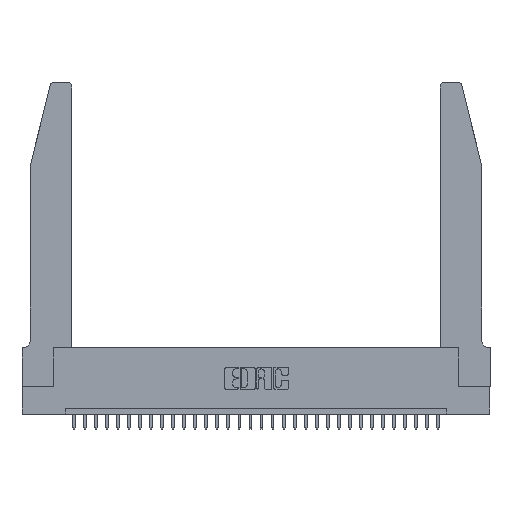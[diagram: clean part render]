
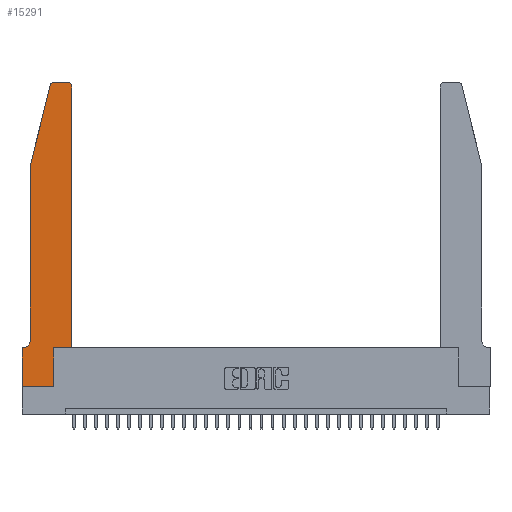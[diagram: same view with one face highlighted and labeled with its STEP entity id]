
A CAD part, top view. The second image highlights one B-rep face of the part: STEP entity #15291.
In plain terms, the highlighted planar face has unit normal (0, 0, 1).
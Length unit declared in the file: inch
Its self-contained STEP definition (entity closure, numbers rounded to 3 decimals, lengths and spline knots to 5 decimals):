
#23 = DIRECTION ( 'NONE',  ( 0., 1., 0. ) ) ;
#307 = ORIENTED_EDGE ( 'NONE', *, *, #17002, .T. ) ;
#370 = CARTESIAN_POINT ( 'NONE',  ( 0.284, 2.72, 0.37 ) ) ;
#408 = CARTESIAN_POINT ( 'NONE',  ( 0., 0., 0.37 ) ) ;
#410 = CARTESIAN_POINT ( 'NONE',  ( 0.4505, 0.35, 0.37 ) ) ;
#985 = DIRECTION ( 'NONE',  ( 0., -1., 0. ) ) ;
#1237 = VERTEX_POINT ( 'NONE', #26318 ) ;
#1740 = DIRECTION ( 'NONE',  ( 0., -1., 0. ) ) ;
#2169 = CARTESIAN_POINT ( 'NONE',  ( 0.4205, 2.75, 0.37 ) ) ;
#3442 = AXIS2_PLACEMENT_3D ( 'NONE', #370, #30263, #3501 ) ;
#3501 = DIRECTION ( 'NONE',  ( 1., 0., 0. ) ) ;
#3515 = VERTEX_POINT ( 'NONE', #13955 ) ;
#4037 = CARTESIAN_POINT ( 'NONE',  ( 0.0055, 0.42, 0.37 ) ) ;
#4492 = LINE ( 'NONE', #26653, #7859 ) ;
#5315 = ORIENTED_EDGE ( 'NONE', *, *, #28884, .T. ) ;
#5709 = CIRCLE ( 'NONE', #11164, 0.03 ) ;
#5892 = DIRECTION ( 'NONE',  ( -0.239, -0.971, 0. ) ) ;
#6230 = DIRECTION ( 'NONE',  ( 1., 0., 0. ) ) ;
#6326 = VERTEX_POINT ( 'NONE', #28535 ) ;
#6571 = EDGE_CURVE ( 'NONE', #19876, #10408, #12267, .T. ) ;
#6877 = LINE ( 'NONE', #410, #18250 ) ;
#7135 = EDGE_CURVE ( 'NONE', #10408, #1237, #8420, .T. ) ;
#7339 = CARTESIAN_POINT ( 'NONE',  ( 0., 0.35, 0.37 ) ) ;
#7765 = VERTEX_POINT ( 'NONE', #2169 ) ;
#7859 = VECTOR ( 'NONE', #23, 39.37008 ) ;
#7873 = VERTEX_POINT ( 'NONE', #16252 ) ;
#8076 = CARTESIAN_POINT ( 'NONE',  ( 0., 0.35, 0.37 ) ) ;
#8290 = ORIENTED_EDGE ( 'NONE', *, *, #18883, .T. ) ;
#8420 = LINE ( 'NONE', #17739, #19069 ) ;
#8455 = VECTOR ( 'NONE', #17802, 39.37008 ) ;
#8674 = DIRECTION ( 'NONE',  ( 0., 0., 1. ) ) ;
#8781 = DIRECTION ( 'NONE',  ( 0., 0., -1. ) ) ;
#8793 = CARTESIAN_POINT ( 'NONE',  ( 0.0755, 2., 0.37 ) ) ;
#8891 = DIRECTION ( 'NONE',  ( -1., 0., 0. ) ) ;
#9064 = LINE ( 'NONE', #408, #27649 ) ;
#10392 = DIRECTION ( 'NONE',  ( -1., 0., 0. ) ) ;
#10408 = VERTEX_POINT ( 'NONE', #8793 ) ;
#10488 = ORIENTED_EDGE ( 'NONE', *, *, #7135, .T. ) ;
#10624 = VECTOR ( 'NONE', #1740, 39.37008 ) ;
#11164 = AXIS2_PLACEMENT_3D ( 'NONE', #20667, #8674, #6230 ) ;
#12161 = CARTESIAN_POINT ( 'NONE',  ( 0.2865, 0.35, 0.37 ) ) ;
#12267 = LINE ( 'NONE', #18096, #30885 ) ;
#13228 = DIRECTION ( 'NONE',  ( 0., 1., 0. ) ) ;
#13955 = CARTESIAN_POINT ( 'NONE',  ( 0.4505, 2.72, 0.37 ) ) ;
#14494 = LINE ( 'NONE', #17486, #8455 ) ;
#14555 = ORIENTED_EDGE ( 'NONE', *, *, #15735, .T. ) ;
#14960 = AXIS2_PLACEMENT_3D ( 'NONE', #4037, #8781, #8891 ) ;
#15135 = CIRCLE ( 'NONE', #14960, 0.07 ) ;
#15291 = ADVANCED_FACE ( 'NONE', ( #23569 ), #29832, .T. ) ;
#15462 = VERTEX_POINT ( 'NONE', #20498 ) ;
#15561 = VECTOR ( 'NONE', #13228, 39.37008 ) ;
#15735 = EDGE_CURVE ( 'NONE', #20837, #25781, #26202, .T. ) ;
#16252 = CARTESIAN_POINT ( 'NONE',  ( 0.0055, 0.35, 0.37 ) ) ;
#16259 = ORIENTED_EDGE ( 'NONE', *, *, #25809, .T. ) ;
#16312 = CARTESIAN_POINT ( 'NONE',  ( 0., 0., 0.37 ) ) ;
#16885 = ORIENTED_EDGE ( 'NONE', *, *, #6571, .T. ) ;
#17002 = EDGE_CURVE ( 'NONE', #15462, #19876, #17999, .T. ) ;
#17390 = DIRECTION ( 'NONE',  ( 1., 0., 0. ) ) ;
#17486 = CARTESIAN_POINT ( 'NONE',  ( 0.2605, 2.75, 0.37 ) ) ;
#17739 = CARTESIAN_POINT ( 'NONE',  ( 0.0755, 2., 0.37 ) ) ;
#17802 = DIRECTION ( 'NONE',  ( -1., 0., 0. ) ) ;
#17999 = CIRCLE ( 'NONE', #3442, 0.03 ) ;
#18096 = CARTESIAN_POINT ( 'NONE',  ( 0.0755, 2., 0.37 ) ) ;
#18250 = VECTOR ( 'NONE', #19830, 39.37008 ) ;
#18728 = CARTESIAN_POINT ( 'NONE',  ( 0.2865, 0., 0.37 ) ) ;
#18883 = EDGE_CURVE ( 'NONE', #21153, #23937, #22047, .T. ) ;
#19042 = AXIS2_PLACEMENT_3D ( 'NONE', #8076, #19770, #24658 ) ;
#19069 = VECTOR ( 'NONE', #985, 39.37008 ) ;
#19115 = CARTESIAN_POINT ( 'NONE',  ( 0., 0., 0.37 ) ) ;
#19380 = EDGE_LOOP ( 'NONE', ( #31061, #307, #16885, #10488, #16259, #20011, #14555, #5315, #8290, #30420, #24245, #19424 ) ) ;
#19424 = ORIENTED_EDGE ( 'NONE', *, *, #25824, .T. ) ;
#19770 = DIRECTION ( 'NONE',  ( 0., 0., 1. ) ) ;
#19830 = DIRECTION ( 'NONE',  ( 1., 0., 0. ) ) ;
#19876 = VERTEX_POINT ( 'NONE', #22828 ) ;
#20011 = ORIENTED_EDGE ( 'NONE', *, *, #25472, .T. ) ;
#20498 = CARTESIAN_POINT ( 'NONE',  ( 0.284, 2.75, 0.37 ) ) ;
#20524 = LINE ( 'NONE', #22488, #22414 ) ;
#20667 = CARTESIAN_POINT ( 'NONE',  ( 0.4205, 2.72, 0.37 ) ) ;
#20837 = VERTEX_POINT ( 'NONE', #7339 ) ;
#21153 = VERTEX_POINT ( 'NONE', #18728 ) ;
#22047 = LINE ( 'NONE', #27787, #15561 ) ;
#22414 = VECTOR ( 'NONE', #10392, 39.37008 ) ;
#22488 = CARTESIAN_POINT ( 'NONE',  ( 0.0755, 0.35, 0.37 ) ) ;
#22828 = CARTESIAN_POINT ( 'NONE',  ( 0.25487, 2.72718, 0.37 ) ) ;
#23345 = EDGE_CURVE ( 'NONE', #7765, #15462, #14494, .T. ) ;
#23569 = FACE_OUTER_BOUND ( 'NONE', #19380, .T. ) ;
#23937 = VERTEX_POINT ( 'NONE', #12161 ) ;
#24245 = ORIENTED_EDGE ( 'NONE', *, *, #27010, .T. ) ;
#24658 = DIRECTION ( 'NONE',  ( 1., 0., 0. ) ) ;
#25472 = EDGE_CURVE ( 'NONE', #7873, #20837, #20524, .T. ) ;
#25569 = EDGE_CURVE ( 'NONE', #23937, #6326, #6877, .T. ) ;
#25781 = VERTEX_POINT ( 'NONE', #16312 ) ;
#25809 = EDGE_CURVE ( 'NONE', #1237, #7873, #15135, .T. ) ;
#25824 = EDGE_CURVE ( 'NONE', #3515, #7765, #5709, .T. ) ;
#26202 = LINE ( 'NONE', #19115, #10624 ) ;
#26318 = CARTESIAN_POINT ( 'NONE',  ( 0.0755, 0.42, 0.37 ) ) ;
#26653 = CARTESIAN_POINT ( 'NONE',  ( 0.4505, 0.35, 0.37 ) ) ;
#27010 = EDGE_CURVE ( 'NONE', #6326, #3515, #4492, .T. ) ;
#27649 = VECTOR ( 'NONE', #17390, 39.37008 ) ;
#27787 = CARTESIAN_POINT ( 'NONE',  ( 0.2865, 0.35, 0.37 ) ) ;
#28535 = CARTESIAN_POINT ( 'NONE',  ( 0.4505, 0.35, 0.37 ) ) ;
#28884 = EDGE_CURVE ( 'NONE', #25781, #21153, #9064, .T. ) ;
#29832 = PLANE ( 'NONE',  #19042 ) ;
#30263 = DIRECTION ( 'NONE',  ( 0., 0., 1. ) ) ;
#30420 = ORIENTED_EDGE ( 'NONE', *, *, #25569, .T. ) ;
#30885 = VECTOR ( 'NONE', #5892, 39.37008 ) ;
#31061 = ORIENTED_EDGE ( 'NONE', *, *, #23345, .T. ) ;
